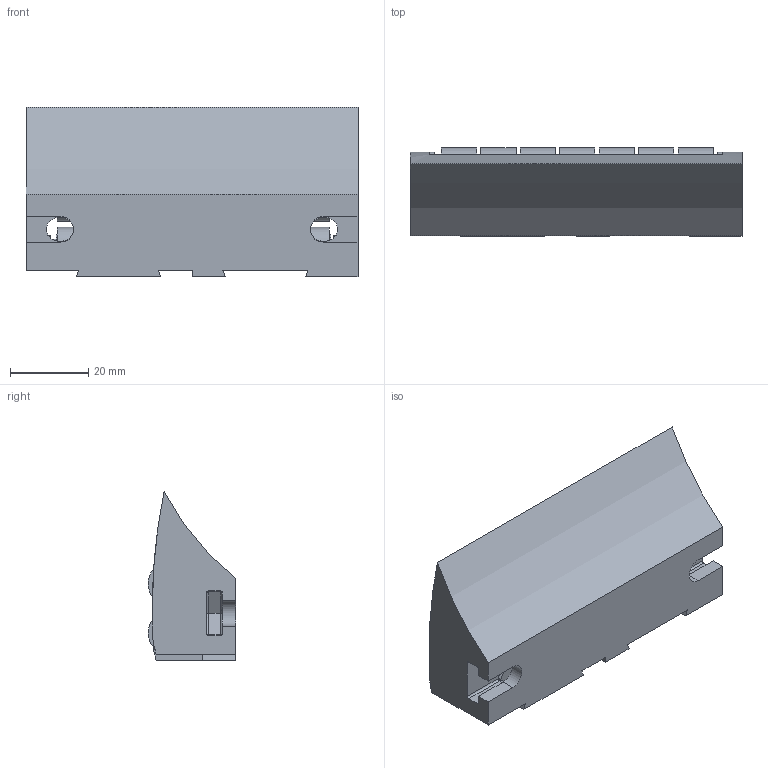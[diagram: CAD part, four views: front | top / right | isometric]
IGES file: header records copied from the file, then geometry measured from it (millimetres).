
Start section:  PTC IGES file: s0672675582.igs
Global section: file name: s0672675582.igs; native system: Pro/ENGINEER by Parametric Technology Corporation; preprocessor: 2005310; author: RCRU51; organization: Unknown; date: 080703.162447; units: millimetre
Bounding box: 85 x 22.5 x 43.35 mm (x, y, z)
Surface area: 19154.1 mm2 (no closed solid volume)
Topology: 0 solids, 0 shells, 278 faces, 1244 edges, 1244 vertices
Faces by surface type: revolution 166, bspline 112
